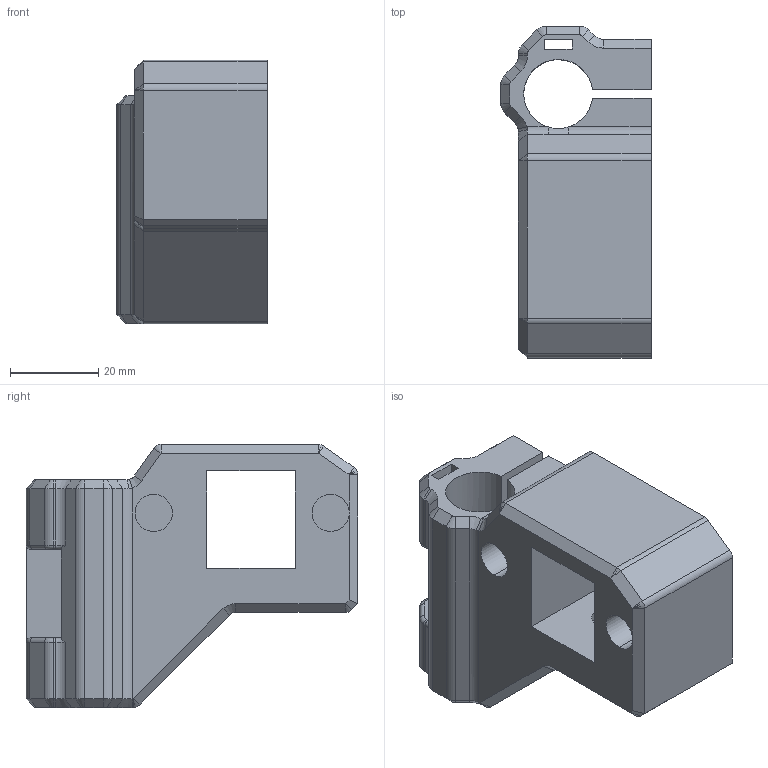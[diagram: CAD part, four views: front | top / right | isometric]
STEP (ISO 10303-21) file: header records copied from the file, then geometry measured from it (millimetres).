
FILE_DESCRIPTION (( 'STEP AP214' ), '1' );
FILE_NAME ('Y-Carriage Idle.STEP', '2024-12-01T16:13:51', ( '' ), ( '' ), 'SwSTEP 2.0', 'SolidWorks 2020', '' );
FILE_SCHEMA (( 'AUTOMOTIVE_DESIGN' ));
Length unit declared in the file: millimetre
Products named in the file (1): Y-Carriage Idle
Bounding box: 34 x 75 x 59.5 mm (x, y, z)
Volume: 69596.5 mm3; surface area: 20821.1 mm2
Topology: 1 solids, 1 shells, 177 faces, 446 edges, 272 vertices
Faces by surface type: plane 91, cylinder 53, cone 23, torus 8, bspline 2
Entity records: 5340 total; most frequent: CARTESIAN_POINT 983, DIRECTION 920, ORIENTED_EDGE 882, EDGE_CURVE 441, AXIS2_PLACEMENT_3D 315, LINE 290, VECTOR 290, VERTEX_POINT 272
